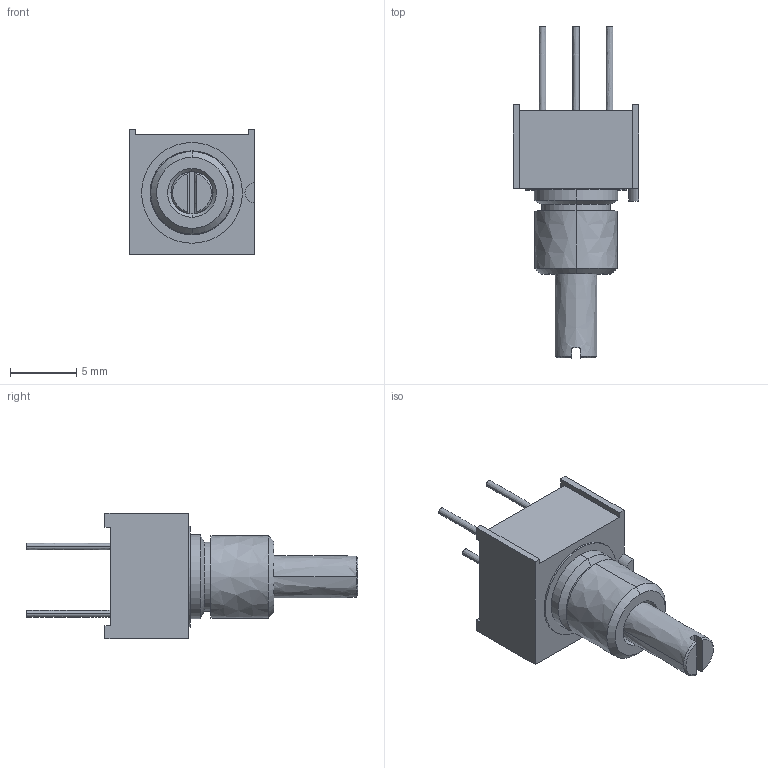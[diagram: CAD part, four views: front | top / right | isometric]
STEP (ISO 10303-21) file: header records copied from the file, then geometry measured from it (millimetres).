
FILE_DESCRIPTION((''),'2;1');
FILE_NAME('3315Y-002','2007-03-30T',('RICKB'),('Bourns, Inc.'),'PRO/ENGINEER BY PARAMETRIC TECHNOLOGY CORPORATION, 2001200','PRO/ENGINEER BY PARAMETRIC TECHNOLOGY CORPORATION, 2001200','');
FILE_SCHEMA(('AUTOMOTIVE_DESIGN_CC2 { 1 2 10303 214 -1 1 5 2 }'));
Length unit declared in the file: inch
Products named in the file (1): 3315Y-002
Bounding box: 9.53 x 25.1 x 9.53 mm (x, y, z)
Volume: 762.3 mm3; surface area: 647.8 mm2
Topology: 1 solids, 1 shells, 60 faces, 144 edges, 94 vertices
Faces by surface type: bspline 60
Entity records: 3320 total; most frequent: CARTESIAN_POINT 1186, ORIENTED_EDGE 288, DIRECTION 182, PRESENTATION_STYLE_ASSIGNMENT 182, STYLED_ITEM 145, CURVE_STYLE 144, EDGE_CURVE 144, VERTEX_POINT 94
